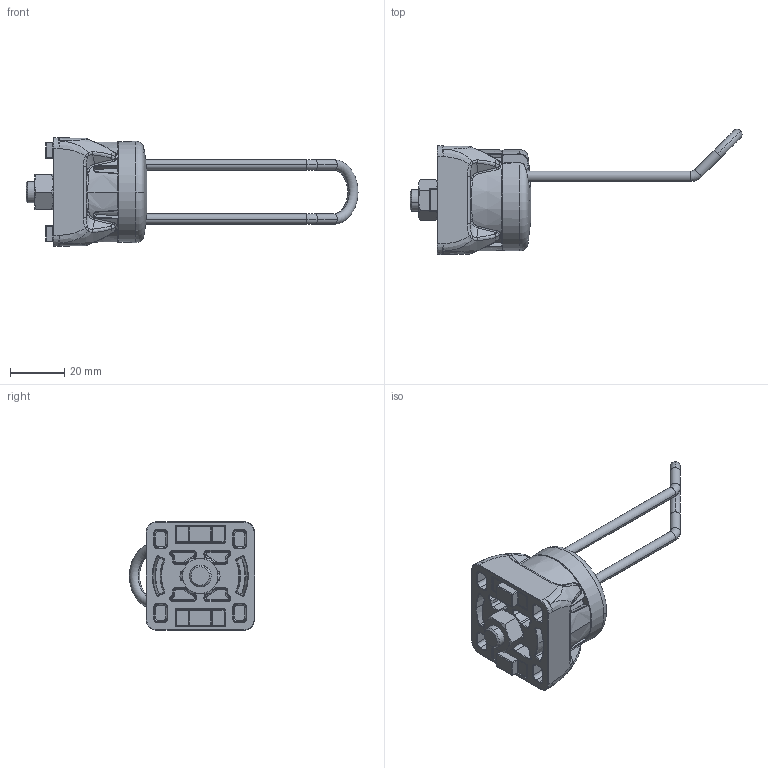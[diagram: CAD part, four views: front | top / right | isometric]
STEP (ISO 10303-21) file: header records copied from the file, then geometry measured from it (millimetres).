
FILE_DESCRIPTION (( 'STEP AP203' ), '1' );
FILE_NAME ('172487.step', '2025-08-14T17:51:58', ( '' ), ( '' ), 'SwSTEP 2.0', 'SolidWorks 2024', '' );
FILE_SCHEMA (( 'CONFIG_CONTROL_DESIGN' ));
Products named in the file (1): 172487
Bounding box: 122.31 x 46.1 x 40 mm (x, y, z)
Volume: 40777.9 mm3; surface area: 22172.9 mm2
Topology: 7 solids, 7 shells, 1243 faces, 2915 edges, 1656 vertices
Faces by surface type: cylinder 300, bspline 288, plane 222, torus 206, cone 150, sphere 77
Entity records: 45636 total; most frequent: CARTESIAN_POINT 19646, ORIENTED_EDGE 5742, DIRECTION 5185, EDGE_CURVE 2871, AXIS2_PLACEMENT_3D 2196, VERTEX_POINT 1652, EDGE_LOOP 1263, ADVANCED_FACE 1243
